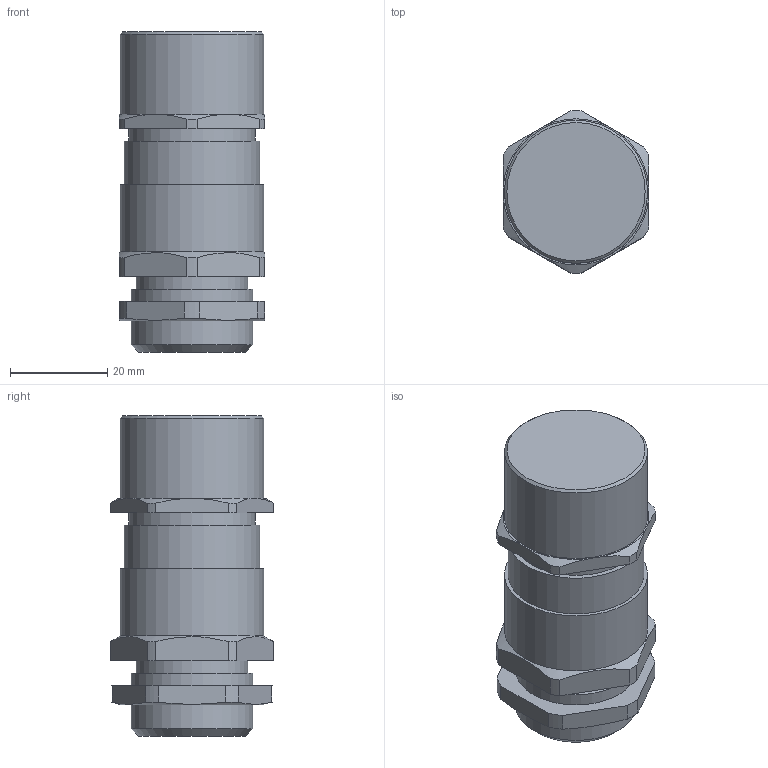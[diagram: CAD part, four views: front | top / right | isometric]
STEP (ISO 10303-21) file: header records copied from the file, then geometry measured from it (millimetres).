
FILE_DESCRIPTION((''),'2;1');
FILE_NAME('КНЕТВ2МGH.stp','2021-05-27T16:36:59',('v.v.tulinov'),(''),'Autodesk Inventor 2012','Autodesk Inventor 2012','');
FILE_SCHEMA(('AUTOMOTIVE_DESIGN { 1 0 10303 214 1 1 1 1 }'));
Length unit declared in the file: millimetre
Products named in the file (1): A2FXRF25 (для склада)_Внешний контур_1
Bounding box: 30 x 33.49 x 66 mm (x, y, z)
Volume: 42644 mm3; surface area: 8530.5 mm2
Topology: 1 solids, 1 shells, 63 faces, 162 edges, 109 vertices
Faces by surface type: plane 28, cylinder 25, cone 10
Full cylindrical faces by diameter (mm): 23 x1, 25 x2, 26 x1, 28 x1, 29.5 x2
Entity records: 1932 total; most frequent: CARTESIAN_POINT 380, DIRECTION 306, ORIENTED_EDGE 298, EDGE_CURVE 149, AXIS2_PLACEMENT_3D 123, VERTEX_POINT 107, EDGE_LOOP 82, STYLED_ITEM 64
